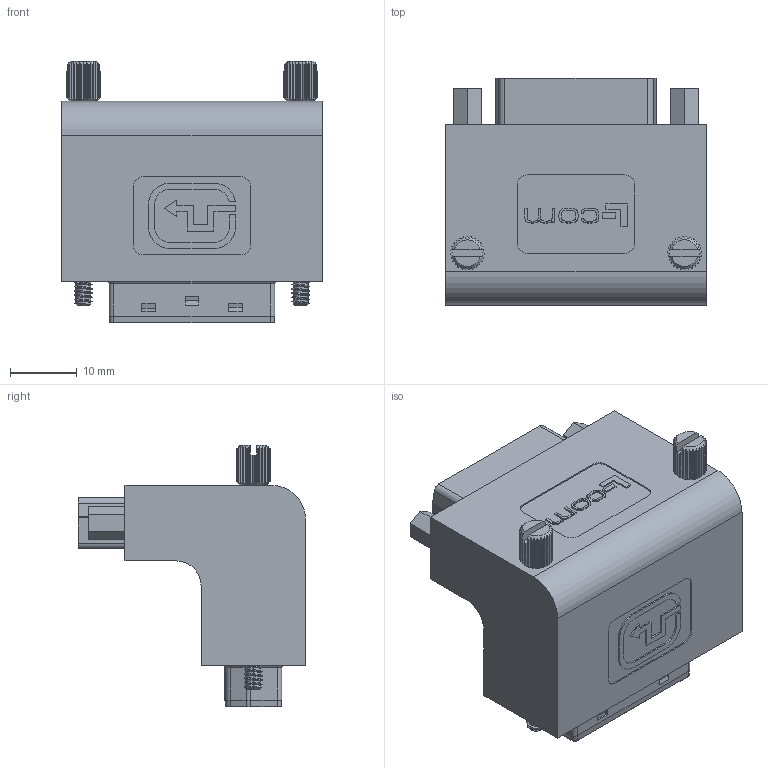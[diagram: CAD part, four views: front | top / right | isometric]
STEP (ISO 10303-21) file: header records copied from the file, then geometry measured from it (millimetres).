
FILE_DESCRIPTION (( 'STEP AP214' ), '1' );
FILE_NAME ('VIC00006_3D.STEP', '2021-11-04T15:59:05', ( '' ), ( '' ), 'SwSTEP 2.0', 'SolidWorks 2021', '' );
FILE_SCHEMA (( 'AUTOMOTIVE_DESIGN' ));
Length unit declared in the file: inch
Products named in the file (5): VIC00003-002___; VIC00006_3D; 1AH01-005(VIC00001)_WHITE INSULATOR; VIC00006-001___; VIC00006-004
Assembly tree (5 placements, depth 2):
  VIC00006_3D
    VIC00006-001___
    VIC00006-004  x2
    VIC00003-002___
    1AH01-005(VIC00001)_WHITE INSULATOR
Bounding box: 39 x 34.05 x 39.15 mm (x, y, z)
Volume: 17778.1 mm3; surface area: 13653.4 mm2
Topology: 7 solids, 7 shells, 2154 faces, 5603 edges, 3636 vertices
Faces by surface type: plane 1450, cylinder 338, bspline 320, cone 32, torus 14
Entity records: 82130 total; most frequent: CARTESIAN_POINT 26832, ORIENTED_EDGE 10282, DIRECTION 8200, EDGE_CURVE 5141, LINE 3962, VECTOR 3962, VERTEX_POINT 3329, EDGE_LOOP 2174
